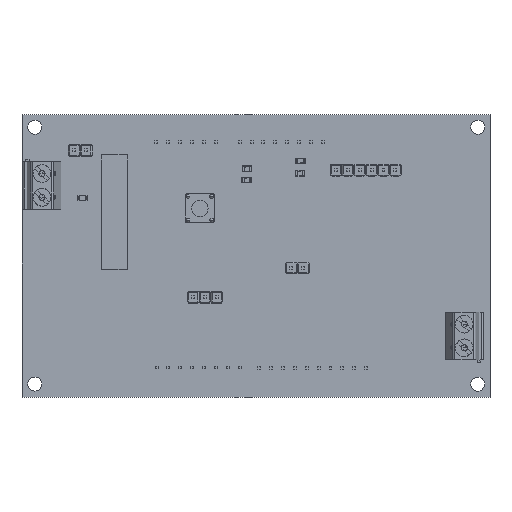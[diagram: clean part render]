
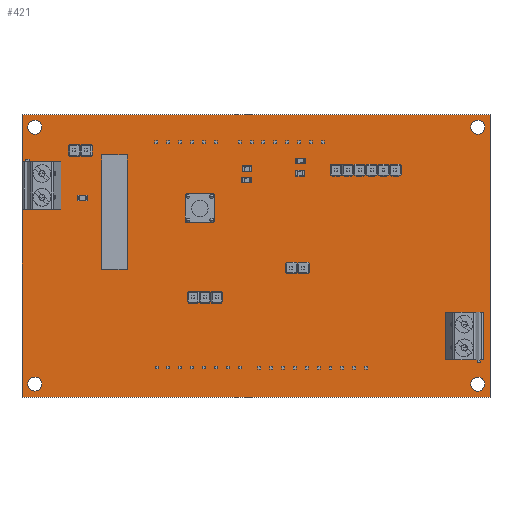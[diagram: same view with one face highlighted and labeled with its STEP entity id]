
A CAD part, top view. The second image highlights one B-rep face of the part: STEP entity #421.
In plain terms, the highlighted planar face has unit normal (0, 0, 1).
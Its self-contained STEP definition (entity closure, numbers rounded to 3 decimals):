
#148 = VERTEX_POINT('',#149);
#149 = CARTESIAN_POINT('',(0.025,-0.175,0.411));
#155 = EDGE_CURVE('',#148,#156,#158,.T.);
#156 = VERTEX_POINT('',#157);
#157 = CARTESIAN_POINT('',(0.025,60.2,0.411));
#158 = LINE('',#159,#160);
#159 = CARTESIAN_POINT('',(0.025,-0.175,0.411));
#160 = VECTOR('',#161,1.);
#161 = DIRECTION('',(0.,1.,0.));
#186 = EDGE_CURVE('',#156,#187,#189,.T.);
#187 = VERTEX_POINT('',#188);
#188 = CARTESIAN_POINT('',(100.2,60.2,0.411));
#189 = LINE('',#190,#191);
#190 = CARTESIAN_POINT('',(0.025,60.2,0.411));
#191 = VECTOR('',#192,1.);
#192 = DIRECTION('',(1.,0.,0.));
#217 = EDGE_CURVE('',#187,#218,#220,.T.);
#218 = VERTEX_POINT('',#219);
#219 = CARTESIAN_POINT('',(100.2,-0.175,0.411));
#220 = LINE('',#221,#222);
#221 = CARTESIAN_POINT('',(100.2,60.2,0.411));
#222 = VECTOR('',#223,1.);
#223 = DIRECTION('',(0.,-1.,0.));
#248 = EDGE_CURVE('',#218,#148,#249,.T.);
#249 = LINE('',#250,#251);
#250 = CARTESIAN_POINT('',(100.2,-0.175,0.411));
#251 = VECTOR('',#252,1.);
#252 = DIRECTION('',(-1.,0.,0.));
#272 = VERTEX_POINT('',#273);
#273 = CARTESIAN_POINT('',(4.275,2.6,0.411));
#279 = EDGE_CURVE('',#272,#272,#280,.T.);
#280 = CIRCLE('',#281,1.5);
#281 = AXIS2_PLACEMENT_3D('',#282,#283,#284);
#282 = CARTESIAN_POINT('',(2.775,2.6,0.411));
#283 = DIRECTION('',(0.,0.,1.));
#284 = DIRECTION('',(1.,0.,-0.));
#305 = VERTEX_POINT('',#306);
#306 = CARTESIAN_POINT('',(4.279,57.568,0.411));
#312 = EDGE_CURVE('',#305,#305,#313,.T.);
#313 = CIRCLE('',#314,1.5);
#314 = AXIS2_PLACEMENT_3D('',#315,#316,#317);
#315 = CARTESIAN_POINT('',(2.779,57.568,0.411));
#316 = DIRECTION('',(0.,0.,1.));
#317 = DIRECTION('',(1.,0.,-0.));
#338 = VERTEX_POINT('',#339);
#339 = CARTESIAN_POINT('',(99.05,2.575,0.411));
#345 = EDGE_CURVE('',#338,#338,#346,.T.);
#346 = CIRCLE('',#347,1.5);
#347 = AXIS2_PLACEMENT_3D('',#348,#349,#350);
#348 = CARTESIAN_POINT('',(97.55,2.575,0.411));
#349 = DIRECTION('',(0.,0.,1.));
#350 = DIRECTION('',(1.,0.,-0.));
#371 = VERTEX_POINT('',#372);
#372 = CARTESIAN_POINT('',(99.1,57.6,0.411));
#378 = EDGE_CURVE('',#371,#371,#379,.T.);
#379 = CIRCLE('',#380,1.5);
#380 = AXIS2_PLACEMENT_3D('',#381,#382,#383);
#381 = CARTESIAN_POINT('',(97.6,57.6,0.411));
#382 = DIRECTION('',(0.,0.,1.));
#383 = DIRECTION('',(1.,0.,-0.));
#421 = ADVANCED_FACE('',(#422,#428,#431,#434,#437),#440,.F.);
#422 = FACE_BOUND('',#423,.F.);
#423 = EDGE_LOOP('',(#424,#425,#426,#427));
#424 = ORIENTED_EDGE('',*,*,#155,.T.);
#425 = ORIENTED_EDGE('',*,*,#186,.T.);
#426 = ORIENTED_EDGE('',*,*,#217,.T.);
#427 = ORIENTED_EDGE('',*,*,#248,.T.);
#428 = FACE_BOUND('',#429,.F.);
#429 = EDGE_LOOP('',(#430));
#430 = ORIENTED_EDGE('',*,*,#279,.T.);
#431 = FACE_BOUND('',#432,.F.);
#432 = EDGE_LOOP('',(#433));
#433 = ORIENTED_EDGE('',*,*,#312,.T.);
#434 = FACE_BOUND('',#435,.F.);
#435 = EDGE_LOOP('',(#436));
#436 = ORIENTED_EDGE('',*,*,#345,.T.);
#437 = FACE_BOUND('',#438,.F.);
#438 = EDGE_LOOP('',(#439));
#439 = ORIENTED_EDGE('',*,*,#378,.T.);
#440 = PLANE('',#441);
#441 = AXIS2_PLACEMENT_3D('',#442,#443,#444);
#442 = CARTESIAN_POINT('',(50.113,30.013,0.411));
#443 = DIRECTION('',(-0.,-0.,-1.));
#444 = DIRECTION('',(-1.,0.,0.));
